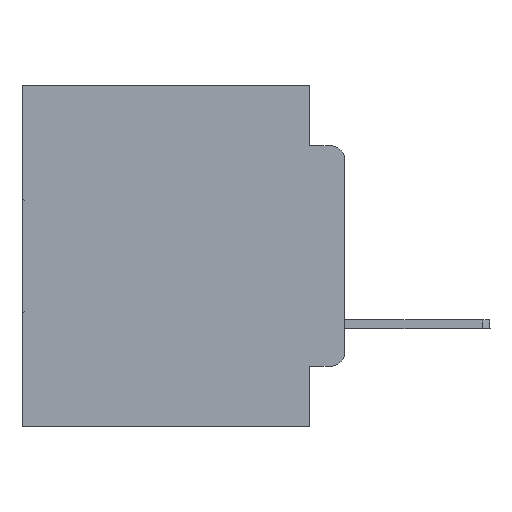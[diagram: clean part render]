
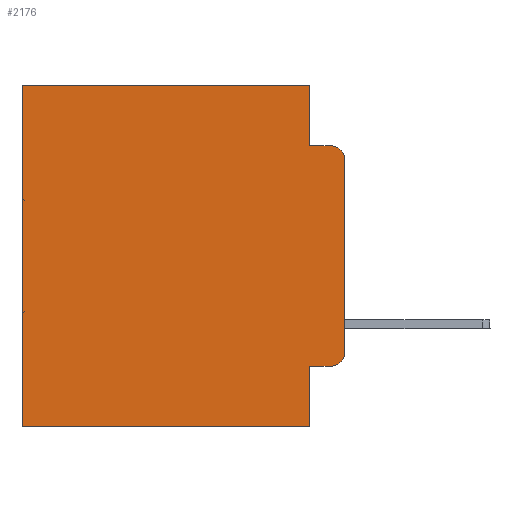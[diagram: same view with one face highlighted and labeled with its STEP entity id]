
A CAD part, left-side view. The second image highlights one B-rep face of the part: STEP entity #2176.
In plain terms, the highlighted planar face has unit normal (-1, 0, 0).
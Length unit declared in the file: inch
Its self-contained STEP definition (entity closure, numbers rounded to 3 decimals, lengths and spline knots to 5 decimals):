
#67 = FACE_OUTER_BOUND ( 'NONE', #28160, .T. ) ;
#300 = ORIENTED_EDGE ( 'NONE', *, *, #7416, .T. ) ;
#769 = EDGE_CURVE ( 'NONE', #8828, #30812, #28143, .T. ) ;
#2143 = CARTESIAN_POINT ( 'NONE',  ( 0.298, 0.473, -0.5 ) ) ;
#2176 = ADVANCED_FACE ( 'NONE', ( #67 ), #30974, .F. ) ;
#2409 = CARTESIAN_POINT ( 'NONE',  ( 0.298, 0.02, -0.3915 ) ) ;
#3669 = DIRECTION ( 'NONE',  ( 0., -1., 0. ) ) ;
#3693 = CARTESIAN_POINT ( 'NONE',  ( 0.298, 0., -0.3915 ) ) ;
#3865 = DIRECTION ( 'NONE',  ( 0., 1., 0. ) ) ;
#3950 = VECTOR ( 'NONE', #6287, 39.37008 ) ;
#4447 = LINE ( 'NONE', #20194, #22956 ) ;
#4689 = LINE ( 'NONE', #21058, #13027 ) ;
#5056 = LINE ( 'NONE', #13168, #3950 ) ;
#5323 = ORIENTED_EDGE ( 'NONE', *, *, #17352, .T. ) ;
#5380 = CARTESIAN_POINT ( 'NONE',  ( 0.298, 0.051, -0.4115 ) ) ;
#5981 = VECTOR ( 'NONE', #3865, 39.37008 ) ;
#6287 = DIRECTION ( 'NONE',  ( 0., 1., 0. ) ) ;
#6348 = CIRCLE ( 'NONE', #26019, 0.02 ) ;
#6606 = DIRECTION ( 'NONE',  ( 0., 0., -1. ) ) ;
#6802 = ORIENTED_EDGE ( 'NONE', *, *, #769, .T. ) ;
#7416 = EDGE_CURVE ( 'NONE', #29169, #24147, #28462, .T. ) ;
#7477 = DIRECTION ( 'NONE',  ( -1., 0., 0. ) ) ;
#7708 = ORIENTED_EDGE ( 'NONE', *, *, #15231, .F. ) ;
#8515 = AXIS2_PLACEMENT_3D ( 'NONE', #12696, #22618, #22403 ) ;
#8828 = VERTEX_POINT ( 'NONE', #26125 ) ;
#8961 = VERTEX_POINT ( 'NONE', #29070 ) ;
#10357 = AXIS2_PLACEMENT_3D ( 'NONE', #28353, #19003, #13895 ) ;
#10691 = EDGE_CURVE ( 'NONE', #24147, #15883, #6348, .T. ) ;
#10773 = ORIENTED_EDGE ( 'NONE', *, *, #21674, .F. ) ;
#12696 = CARTESIAN_POINT ( 'NONE',  ( 0.298, 0.02, -0.1085 ) ) ;
#13027 = VECTOR ( 'NONE', #6606, 39.37008 ) ;
#13168 = CARTESIAN_POINT ( 'NONE',  ( 0.298, 0., 0. ) ) ;
#13697 = CARTESIAN_POINT ( 'NONE',  ( 0.298, 0., 0. ) ) ;
#13895 = DIRECTION ( 'NONE',  ( 0., 0., -1. ) ) ;
#14315 = LINE ( 'NONE', #18280, #5981 ) ;
#15231 = EDGE_CURVE ( 'NONE', #24597, #30812, #14315, .T. ) ;
#15282 = EDGE_CURVE ( 'NONE', #29746, #15883, #30926, .T. ) ;
#15883 = VERTEX_POINT ( 'NONE', #3693 ) ;
#16105 = DIRECTION ( 'NONE',  ( 0., 0., -1. ) ) ;
#17352 = EDGE_CURVE ( 'NONE', #8961, #8828, #5056, .T. ) ;
#17530 = EDGE_CURVE ( 'NONE', #29169, #24597, #25470, .T. ) ;
#17673 = ORIENTED_EDGE ( 'NONE', *, *, #10691, .T. ) ;
#18042 = CARTESIAN_POINT ( 'NONE',  ( 0.298, 0., -0.1085 ) ) ;
#18106 = DIRECTION ( 'NONE',  ( 0., 0., -1. ) ) ;
#18113 = CARTESIAN_POINT ( 'NONE',  ( 0.298, 0.02, -0.4115 ) ) ;
#18280 = CARTESIAN_POINT ( 'NONE',  ( 0.298, 0., -0.5 ) ) ;
#19003 = DIRECTION ( 'NONE',  ( 1., 0., 0. ) ) ;
#19010 = VECTOR ( 'NONE', #18106, 39.37008 ) ;
#20194 = CARTESIAN_POINT ( 'NONE',  ( 0.298, 0.051, -0.0885 ) ) ;
#20569 = VECTOR ( 'NONE', #30385, 39.37008 ) ;
#20630 = ORIENTED_EDGE ( 'NONE', *, *, #17530, .F. ) ;
#20871 = CARTESIAN_POINT ( 'NONE',  ( 0.298, 0.051, 0. ) ) ;
#20877 = CARTESIAN_POINT ( 'NONE',  ( 0.298, 0.051, -0.4115 ) ) ;
#21058 = CARTESIAN_POINT ( 'NONE',  ( 0.298, 0.051, 0. ) ) ;
#21674 = EDGE_CURVE ( 'NONE', #25081, #23590, #4447, .T. ) ;
#22403 = DIRECTION ( 'NONE',  ( 0., 0., -1. ) ) ;
#22618 = DIRECTION ( 'NONE',  ( -1., 0., 0. ) ) ;
#22956 = VECTOR ( 'NONE', #3669, 39.37008 ) ;
#23458 = ORIENTED_EDGE ( 'NONE', *, *, #25394, .T. ) ;
#23590 = VERTEX_POINT ( 'NONE', #29755 ) ;
#23923 = VECTOR ( 'NONE', #25957, 39.37008 ) ;
#24147 = VERTEX_POINT ( 'NONE', #18113 ) ;
#24352 = DIRECTION ( 'NONE',  ( 0., 0., -1. ) ) ;
#24492 = VECTOR ( 'NONE', #16105, 39.37008 ) ;
#24597 = VERTEX_POINT ( 'NONE', #25198 ) ;
#25081 = VERTEX_POINT ( 'NONE', #26571 ) ;
#25198 = CARTESIAN_POINT ( 'NONE',  ( 0.298, 0.051, -0.5 ) ) ;
#25394 = EDGE_CURVE ( 'NONE', #29746, #23590, #25744, .T. ) ;
#25470 = LINE ( 'NONE', #20871, #19010 ) ;
#25744 = CIRCLE ( 'NONE', #8515, 0.02 ) ;
#25957 = DIRECTION ( 'NONE',  ( 0., -1., 0. ) ) ;
#26019 = AXIS2_PLACEMENT_3D ( 'NONE', #2409, #7477, #24352 ) ;
#26125 = CARTESIAN_POINT ( 'NONE',  ( 0.298, 0.473, 0. ) ) ;
#26571 = CARTESIAN_POINT ( 'NONE',  ( 0.298, 0.051, -0.0885 ) ) ;
#27317 = EDGE_CURVE ( 'NONE', #8961, #25081, #4689, .T. ) ;
#27964 = ORIENTED_EDGE ( 'NONE', *, *, #27317, .F. ) ;
#28143 = LINE ( 'NONE', #28166, #20569 ) ;
#28160 = EDGE_LOOP ( 'NONE', ( #29587, #23458, #10773, #27964, #5323, #6802, #7708, #20630, #300, #17673 ) ) ;
#28166 = CARTESIAN_POINT ( 'NONE',  ( 0.298, 0.473, 0. ) ) ;
#28353 = CARTESIAN_POINT ( 'NONE',  ( 0.298, 0., 0. ) ) ;
#28462 = LINE ( 'NONE', #20877, #23923 ) ;
#29070 = CARTESIAN_POINT ( 'NONE',  ( 0.298, 0.051, 0. ) ) ;
#29169 = VERTEX_POINT ( 'NONE', #5380 ) ;
#29587 = ORIENTED_EDGE ( 'NONE', *, *, #15282, .F. ) ;
#29746 = VERTEX_POINT ( 'NONE', #18042 ) ;
#29755 = CARTESIAN_POINT ( 'NONE',  ( 0.298, 0.02, -0.0885 ) ) ;
#30385 = DIRECTION ( 'NONE',  ( 0., 0., -1. ) ) ;
#30812 = VERTEX_POINT ( 'NONE', #2143 ) ;
#30926 = LINE ( 'NONE', #13697, #24492 ) ;
#30974 = PLANE ( 'NONE',  #10357 ) ;
